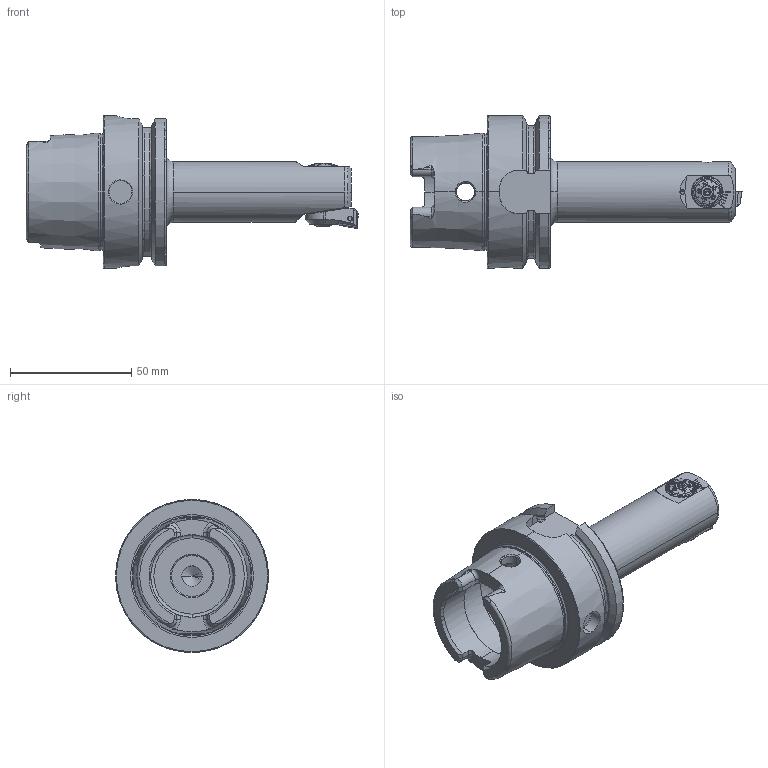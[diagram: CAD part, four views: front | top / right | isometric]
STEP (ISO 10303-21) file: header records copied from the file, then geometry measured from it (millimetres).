
FILE_DESCRIPTION (( 'STEP AP203' ), '1' );
FILE_NAME ('HA6.F25.K22.105.STEP', '2024-08-20T13:23:32', ( '' ), ( '' ), 'SwSTEP 2.0', 'SolidWorks 2022', '' );
FILE_SCHEMA (( 'CONFIG_CONTROL_DESIGN' ));
Length unit declared in the file: millimetre
Products named in the file (20): Klebstoff D5; F25-BG2.013.003_A; F25-WCA.001.006; F25-BG3.005.018_A_Abgedreht; F25-BG2.013.004_A; F25-BG2.008.009_A; F25-WCA.001.006_D_fertigbearbeitet; HA6-F25.K20.105_B_Fertigbearbeitung; F25-BG1.012.013; ISO 4026 - M5 x 4_PreviewCfg; F25-ER1.101.008_A; F25-BG1.002.013_C; F25-BG1.009.006_A; HA6.F25.K22.105; WCA-ER2.001.006_A; T7 M2.5 x 6_PreviewCfg; DIN 3771 - 11x1; F25-BG2.010.011_A; CCMT060204; F25
Assembly tree (19 placements, depth 4):
  HA6.F25.K22.105
    HA6-F25.K20.105_B_Fertigbearbeitung
    F25-ER1.101.008_A
    F25-WCA.001.006
      F25-WCA.001.006_D_fertigbearbeitet
      CCMT060204
      WCA-ER2.001.006_A
    F25
      Klebstoff D5
      T7 M2.5 x 6_PreviewCfg
      ISO 4026 - M5 x 4_PreviewCfg
      F25-BG3.005.018_A_Abgedreht
      F25-BG1.012.013
        F25-BG1.002.013_C
        F25-BG2.010.011_A
        F25-BG2.013.003_A
        F25-BG2.013.004_A
        DIN 3771 - 11x1
        F25-BG2.008.009_A
        F25-BG1.009.006_A
Bounding box: 136.9 x 63 x 63 mm (x, y, z)
Volume: 114728.3 mm3; surface area: 35469.3 mm2
Topology: 16 solids, 16 shells, 920 faces, 2395 edges, 1511 vertices
Faces by surface type: plane 378, cone 210, cylinder 187, torus 84, bspline 59, sphere 2
Entity records: 34333 total; most frequent: CARTESIAN_POINT 10844, ORIENTED_EDGE 4758, DIRECTION 4096, EDGE_CURVE 2379, AXIS2_PLACEMENT_3D 1596, VERTEX_POINT 1511, EDGE_LOOP 974, FACE_OUTER_BOUND 920
